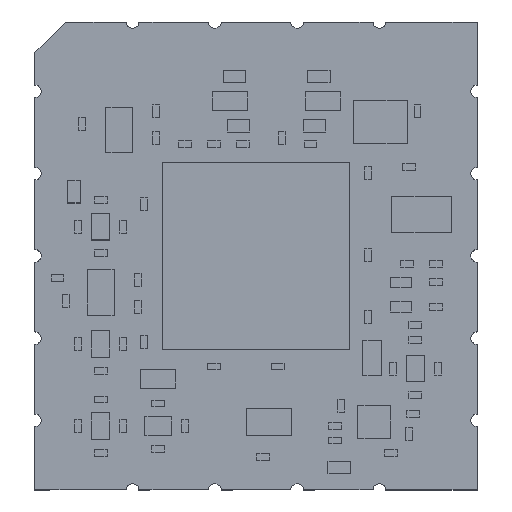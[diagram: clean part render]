
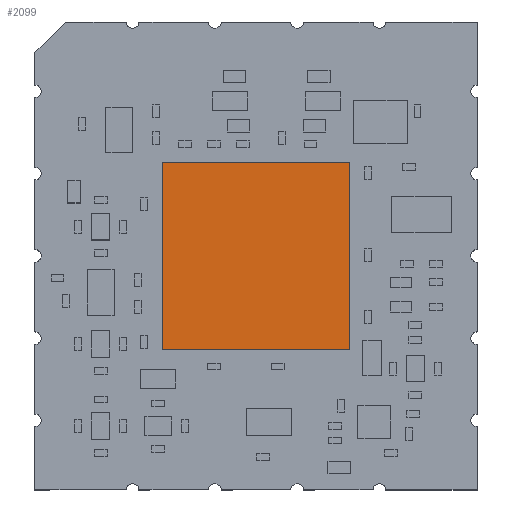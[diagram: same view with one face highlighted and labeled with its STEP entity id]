
A CAD part, top view. The second image highlights one B-rep face of the part: STEP entity #2099.
In plain terms, the highlighted planar face has unit normal (0, 0, 1).
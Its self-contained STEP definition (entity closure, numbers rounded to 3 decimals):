
#1970 = VERTEX_POINT('',#1971);
#1971 = CARTESIAN_POINT('',(-4.55,4.55,1.));
#1977 = EDGE_CURVE('',#1970,#1978,#1980,.T.);
#1978 = VERTEX_POINT('',#1979);
#1979 = CARTESIAN_POINT('',(4.55,4.55,1.));
#1980 = LINE('',#1981,#1982);
#1981 = CARTESIAN_POINT('',(-4.55,4.55,1.));
#1982 = VECTOR('',#1983,1.);
#1983 = DIRECTION('',(1.,0.,0.));
#2008 = EDGE_CURVE('',#1978,#2009,#2011,.T.);
#2009 = VERTEX_POINT('',#2010);
#2010 = CARTESIAN_POINT('',(4.55,-4.55,1.));
#2011 = LINE('',#2012,#2013);
#2012 = CARTESIAN_POINT('',(4.55,4.55,1.));
#2013 = VECTOR('',#2014,1.);
#2014 = DIRECTION('',(0.,-1.,0.));
#2039 = EDGE_CURVE('',#2009,#2040,#2042,.T.);
#2040 = VERTEX_POINT('',#2041);
#2041 = CARTESIAN_POINT('',(-4.55,-4.55,1.));
#2042 = LINE('',#2043,#2044);
#2043 = CARTESIAN_POINT('',(4.55,-4.55,1.));
#2044 = VECTOR('',#2045,1.);
#2045 = DIRECTION('',(-1.,0.,0.));
#2070 = EDGE_CURVE('',#2040,#1970,#2071,.T.);
#2071 = LINE('',#2072,#2073);
#2072 = CARTESIAN_POINT('',(-4.55,-4.55,1.));
#2073 = VECTOR('',#2074,1.);
#2074 = DIRECTION('',(0.,1.,0.));
#2099 = ADVANCED_FACE('',(#2100),#2106,.T.);
#2100 = FACE_BOUND('',#2101,.F.);
#2101 = EDGE_LOOP('',(#2102,#2103,#2104,#2105));
#2102 = ORIENTED_EDGE('',*,*,#1977,.T.);
#2103 = ORIENTED_EDGE('',*,*,#2008,.T.);
#2104 = ORIENTED_EDGE('',*,*,#2039,.T.);
#2105 = ORIENTED_EDGE('',*,*,#2070,.T.);
#2106 = PLANE('',#2107);
#2107 = AXIS2_PLACEMENT_3D('',#2108,#2109,#2110);
#2108 = CARTESIAN_POINT('',(-4.55,4.55,1.));
#2109 = DIRECTION('',(0.,0.,1.));
#2110 = DIRECTION('',(1.,0.,0.));
